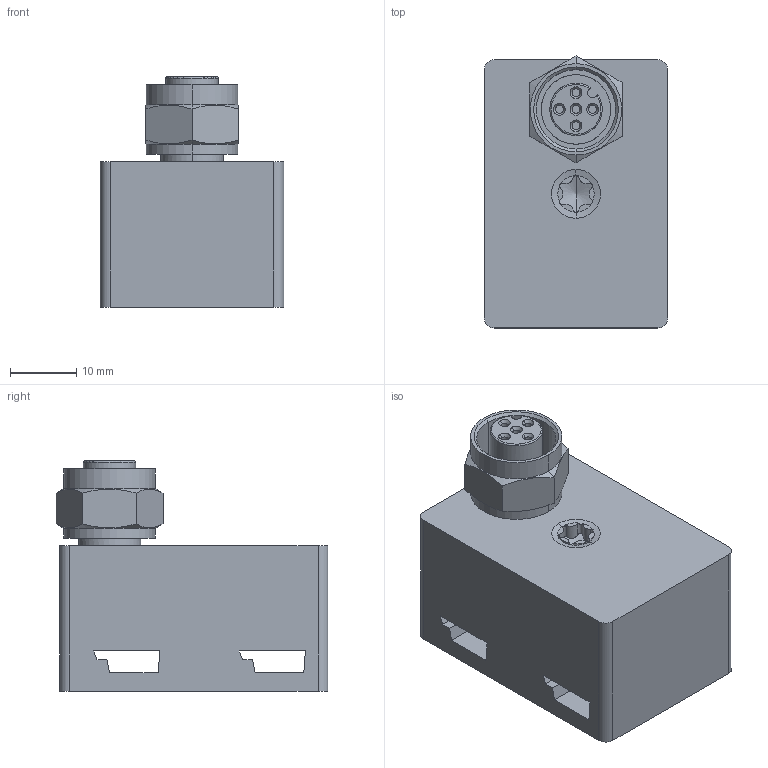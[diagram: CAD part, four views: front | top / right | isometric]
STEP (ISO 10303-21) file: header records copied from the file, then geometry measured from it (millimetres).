
FILE_DESCRIPTION((''),'2;1');
FILE_NAME('DM_CAD-2492_SW0001','2017-01-20T',('creinig-se'),(''),'PRO/ENGINEER BY PARAMETRIC TECHNOLOGY CORPORATION, 2015440','PRO/ENGINEER BY PARAMETRIC TECHNOLOGY CORPORATION, 2015440','');
FILE_SCHEMA(('CONFIG_CONTROL_DESIGN'));
Length unit declared in the file: millimetre
Products named in the file (1): DM_CAD-2492_SW0001
Bounding box: 27.7 x 41.08 x 34.8 mm (x, y, z)
Volume: 24042.7 mm3; surface area: 8389 mm2
Topology: 1 solids, 1 shells, 129 faces, 338 edges, 226 vertices
Faces by surface type: cylinder 58, plane 48, cone 20, bspline 2, torus 1
Entity records: 5685 total; most frequent: CARTESIAN_POINT 1358, ORIENTED_EDGE 672, DIRECTION 670, EDGE_CURVE 336, AXIS2_PLACEMENT_3D 261, VERTEX_POINT 226, FILL_AREA_STYLE_COLOUR 156, FILL_AREA_STYLE 156
